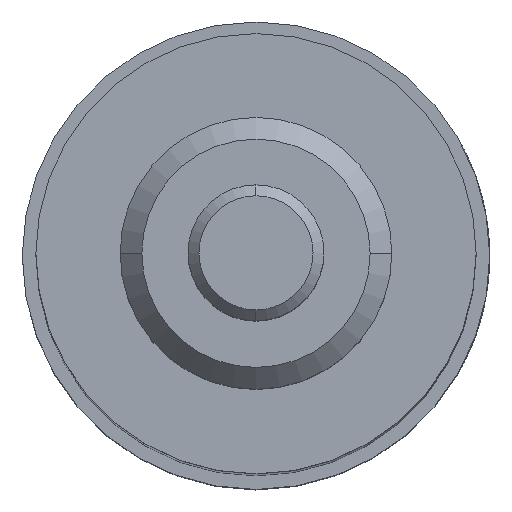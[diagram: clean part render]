
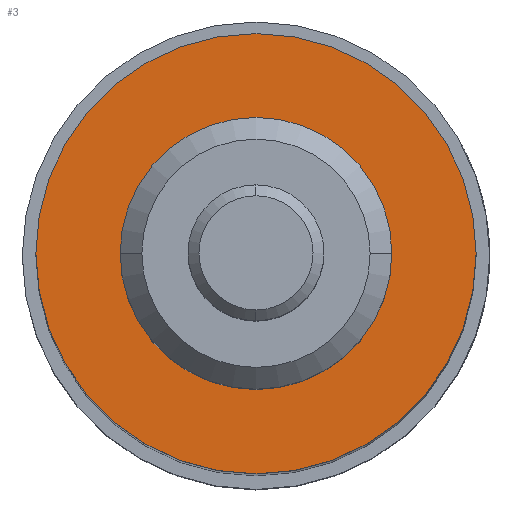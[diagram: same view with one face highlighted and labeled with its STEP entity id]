
A CAD part, top view. The second image highlights one B-rep face of the part: STEP entity #3.
In plain terms, the highlighted face is planar.
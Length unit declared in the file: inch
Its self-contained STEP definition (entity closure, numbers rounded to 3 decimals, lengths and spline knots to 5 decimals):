
#3 = ADVANCED_FACE ( 'NONE', ( #1824, #1356 ), #281, .F. ) ;
#34 = EDGE_CURVE ( 'NONE', #1947, #553, #841, .T. ) ;
#46 = CARTESIAN_POINT ( 'NONE',  ( 0.44, 0., 0.405 ) ) ;
#112 = CARTESIAN_POINT ( 'NONE',  ( 0.44, 0.405, 0. ) ) ;
#270 = DIRECTION ( 'NONE',  ( -1., 0., 0. ) ) ;
#281 = PLANE ( 'NONE',  #2013 ) ;
#309 = AXIS2_PLACEMENT_3D ( 'NONE', #486, #1751, #673 ) ;
#330 = CARTESIAN_POINT ( 'NONE',  ( 0.44, 0., -0.25 ) ) ;
#438 = CARTESIAN_POINT ( 'NONE',  ( 0.44, 0., 0. ) ) ;
#486 = CARTESIAN_POINT ( 'NONE',  ( 0.44, 0., 0. ) ) ;
#553 = VERTEX_POINT ( 'NONE', #330 ) ;
#590 = VERTEX_POINT ( 'NONE', #1238 ) ;
#620 = DIRECTION ( 'NONE',  ( 0., 0., 1. ) ) ;
#673 = DIRECTION ( 'NONE',  ( 0., 0., 1. ) ) ;
#676 = EDGE_CURVE ( 'NONE', #590, #2044, #783, .T. ) ;
#783 = CIRCLE ( 'NONE', #309, 0.405 ) ;
#804 = CARTESIAN_POINT ( 'NONE',  ( 0.44, 0., 0. ) ) ;
#841 = CIRCLE ( 'NONE', #2140, 0.25 ) ;
#897 = AXIS2_PLACEMENT_3D ( 'NONE', #804, #2071, #979 ) ;
#964 = ORIENTED_EDGE ( 'NONE', *, *, #676, .T. ) ;
#979 = DIRECTION ( 'NONE',  ( 0., 0., 1. ) ) ;
#989 = DIRECTION ( 'NONE',  ( 0., 0., -1. ) ) ;
#1105 = AXIS2_PLACEMENT_3D ( 'NONE', #438, #1700, #620 ) ;
#1160 = EDGE_LOOP ( 'NONE', ( #1449, #964 ) ) ;
#1238 = CARTESIAN_POINT ( 'NONE',  ( 0.44, 0., -0.405 ) ) ;
#1254 = CIRCLE ( 'NONE', #897, 0.25 ) ;
#1348 = CARTESIAN_POINT ( 'NONE',  ( 0.44, 0., 0. ) ) ;
#1351 = ORIENTED_EDGE ( 'NONE', *, *, #1757, .F. ) ;
#1356 = FACE_OUTER_BOUND ( 'NONE', #1160, .T. ) ;
#1380 = ORIENTED_EDGE ( 'NONE', *, *, #34, .F. ) ;
#1425 = EDGE_CURVE ( 'NONE', #2044, #590, #2233, .T. ) ;
#1449 = ORIENTED_EDGE ( 'NONE', *, *, #1425, .T. ) ;
#1524 = DIRECTION ( 'NONE',  ( 0., 0., 1. ) ) ;
#1700 = DIRECTION ( 'NONE',  ( -1., 0., 0. ) ) ;
#1719 = DIRECTION ( 'NONE',  ( 1., 0., 0. ) ) ;
#1751 = DIRECTION ( 'NONE',  ( -1., 0., 0. ) ) ;
#1757 = EDGE_CURVE ( 'NONE', #553, #1947, #1254, .T. ) ;
#1765 = EDGE_LOOP ( 'NONE', ( #1380, #1351 ) ) ;
#1824 = FACE_BOUND ( 'NONE', #1765, .T. ) ;
#1947 = VERTEX_POINT ( 'NONE', #2221 ) ;
#2013 = AXIS2_PLACEMENT_3D ( 'NONE', #112, #1719, #989 ) ;
#2044 = VERTEX_POINT ( 'NONE', #46 ) ;
#2071 = DIRECTION ( 'NONE',  ( -1., 0., 0. ) ) ;
#2140 = AXIS2_PLACEMENT_3D ( 'NONE', #1348, #270, #1524 ) ;
#2221 = CARTESIAN_POINT ( 'NONE',  ( 0.44, 0., 0.25 ) ) ;
#2233 = CIRCLE ( 'NONE', #1105, 0.405 ) ;
